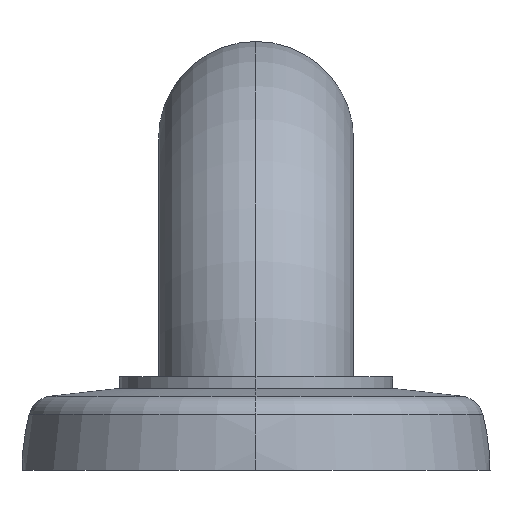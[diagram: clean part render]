
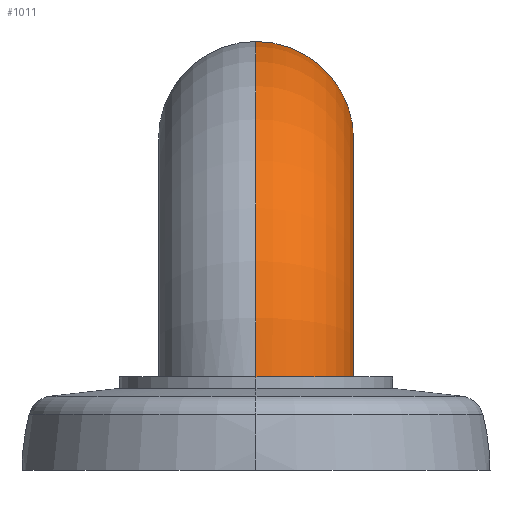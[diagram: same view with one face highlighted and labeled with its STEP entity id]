
A CAD part, left-side view. The second image highlights one B-rep face of the part: STEP entity #1011.
In plain terms, the highlighted toroidal (fillet/blend) face has major radius 41.275 mm and minor radius 15.875 mm.
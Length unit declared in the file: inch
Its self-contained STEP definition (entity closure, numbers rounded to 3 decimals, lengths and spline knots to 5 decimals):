
#416=CARTESIAN_POINT('',(-4.375,0.,2.125));
#417=DIRECTION('',(1.,0.,0.));
#418=DIRECTION('',(0.,0.,1.));
#419=AXIS2_PLACEMENT_3D('',#416,#417,#418);
#431=CARTESIAN_POINT('',(-4.375,0.,0.5));
#432=DIRECTION('',(0.,1.,0.));
#433=DIRECTION('',(-0.999,0.,0.044));
#434=AXIS2_PLACEMENT_3D('',#431,#432,#433);
#455=CARTESIAN_POINT('',(-5.36999,0.,0.6));
#485=CARTESIAN_POINT('',(-6.62278,0.,0.6));
#490=CARTESIAN_POINT('',(-6.62278,0.,0.6));
#491=CARTESIAN_POINT('',(-6.62278,-0.02313,0.6));
#492=CARTESIAN_POINT('',(-6.62023,-0.0691,0.6));
#493=CARTESIAN_POINT('',(-6.60873,-0.13766,0.6));
#494=CARTESIAN_POINT('',(-6.58973,-0.20439,0.6));
#495=CARTESIAN_POINT('',(-6.56349,-0.26856,0.6));
#496=CARTESIAN_POINT('',(-6.53036,-0.32938,0.6));
#497=CARTESIAN_POINT('',(-6.4903,-0.38671,0.6));
#498=CARTESIAN_POINT('',(-6.44394,-0.43935,0.6));
#499=CARTESIAN_POINT('',(-6.39211,-0.48638,0.6));
#500=CARTESIAN_POINT('',(-6.33495,-0.52764,0.6));
#501=CARTESIAN_POINT('',(-6.27242,-0.56276,0.6));
#502=CARTESIAN_POINT('',(-6.20609,-0.59053,0.6));
#503=CARTESIAN_POINT('',(-6.1376,-0.61039,0.6));
#504=CARTESIAN_POINT('',(-6.0677,-0.62234,0.6));
#505=CARTESIAN_POINT('',(-5.99688,-0.62633,0.6));
#506=CARTESIAN_POINT('',(-5.92607,-0.62233,0.6));
#507=CARTESIAN_POINT('',(-5.85608,-0.61037,0.6));
#508=CARTESIAN_POINT('',(-5.78747,-0.59047,0.6));
#509=CARTESIAN_POINT('',(-5.721,-0.56264,0.6));
#510=CARTESIAN_POINT('',(-5.65836,-0.52748,0.6));
#511=CARTESIAN_POINT('',(-5.60111,-0.48618,0.6));
#512=CARTESIAN_POINT('',(-5.54914,-0.43909,0.6));
#513=CARTESIAN_POINT('',(-5.50266,-0.38639,0.6));
#514=CARTESIAN_POINT('',(-5.46253,-0.32904,0.6));
#515=CARTESIAN_POINT('',(-5.42936,-0.26825,0.6));
#516=CARTESIAN_POINT('',(-5.40308,-0.20415,0.6));
#517=CARTESIAN_POINT('',(-5.38406,-0.13752,0.6));
#518=CARTESIAN_POINT('',(-5.37255,-0.06907,0.6));
#519=CARTESIAN_POINT('',(-5.36999,-0.02312,0.6));
#520=CARTESIAN_POINT('',(-5.36999,0.,0.6));
#667=CARTESIAN_POINT('',(-4.375,0.,0.5));
#668=DIRECTION('',(0.,1.,0.));
#669=DIRECTION('',(-0.995,0.,0.1));
#670=AXIS2_PLACEMENT_3D('',#667,#668,#669);
#738=CARTESIAN_POINT('',(-4.375,0.,1.5));
#739=CARTESIAN_POINT('',(-4.375,0.,2.75));
#740=VERTEX_POINT('',#738);
#741=VERTEX_POINT('',#739);
#748=VERTEX_POINT('',#455);
#749=VERTEX_POINT('',#485);
#997=CARTESIAN_POINT('',(-4.375,0.,0.5));
#998=DIRECTION('',(0.,1.,0.));
#999=DIRECTION('',(1.,0.,0.));
#1000=AXIS2_PLACEMENT_3D('',#997,#998,#999);
#1001=TOROIDAL_SURFACE('',#1000,1.625,0.625);
#1003=ORIENTED_EDGE('',*,*,#1002,.F.);
#1005=ORIENTED_EDGE('',*,*,#1004,.T.);
#1006=ORIENTED_EDGE('',*,*,#987,.T.);
#1008=ORIENTED_EDGE('',*,*,#1007,.F.);
#1009=EDGE_LOOP('',(#1003,#1005,#1006,#1008));
#1010=FACE_OUTER_BOUND('',#1009,.F.);
#420=CIRCLE('',#419,0.625);
#435=CIRCLE('',#434,2.25);
#521=B_SPLINE_CURVE_WITH_KNOTS('',3,(#490,#491,#492,#493,#494,#495,#496,#497,
#498,#499,#500,#501,#502,#503,#504,#505,#506,#507,#508,#509,#510,#511,#512,#513,
#514,#515,#516,#517,#518,#519,#520),.UNSPECIFIED.,.F.,.F.,(4,1,1,1,1,1,1,1,1,1,
1,1,1,1,1,1,1,1,1,1,1,1,1,1,1,1,1,1,4),(0.,0.03571,
0.07143,0.10714,0.14286,0.17857,
0.21429,0.25,0.28571,0.32143,0.35714,
0.39286,0.42857,0.46429,0.5,0.53571,
0.57143,0.60714,0.64286,0.67857,
0.71429,0.75,0.78571,0.82143,0.85714,
0.89286,0.92857,0.96429,1.),.UNSPECIFIED.);
#671=CIRCLE('',#670,1.);
#987=EDGE_CURVE('',#741,#740,#420,.T.);
#1002=EDGE_CURVE('',#749,#748,#521,.T.);
#1004=EDGE_CURVE('',#749,#741,#435,.T.);
#1007=EDGE_CURVE('',#748,#740,#671,.T.);
#1011=ADVANCED_FACE('',(#1010),#1001,.T.);
